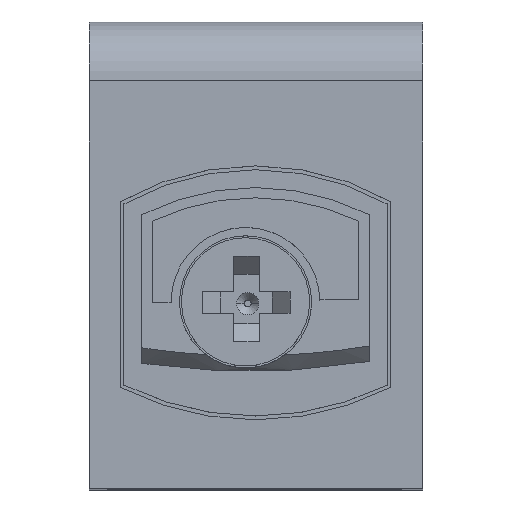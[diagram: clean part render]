
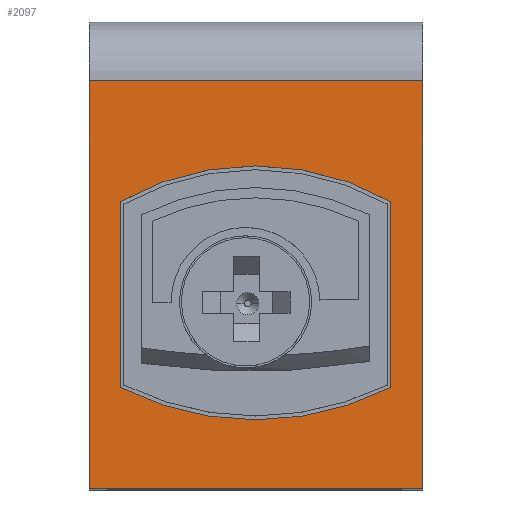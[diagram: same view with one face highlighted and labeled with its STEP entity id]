
A CAD part, top view. The second image highlights one B-rep face of the part: STEP entity #2097.
In plain terms, the highlighted planar face has unit normal (0, 0, 1).
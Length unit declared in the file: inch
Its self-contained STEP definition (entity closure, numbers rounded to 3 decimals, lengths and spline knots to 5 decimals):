
#5 = CARTESIAN_POINT ( 'NONE',  ( 0.43936, 0.15158, 1.26772 ) ) ;
#41 = ORIENTED_EDGE ( 'NONE', *, *, #3686, .F. ) ;
#263 = DIRECTION ( 'NONE',  ( 1., 0., 0. ) ) ;
#290 = DIRECTION ( 'NONE',  ( 1., 0., 0. ) ) ;
#321 = EDGE_CURVE ( 'NONE', #5219, #3472, #1234, .T. ) ;
#329 = DIRECTION ( 'NONE',  ( 0., 0., -1. ) ) ;
#552 = CARTESIAN_POINT ( 'NONE',  ( 0.02372, 0.70866, 1.26772 ) ) ;
#564 = EDGE_CURVE ( 'NONE', #2367, #5219, #2724, .T. ) ;
#670 = CARTESIAN_POINT ( 'NONE',  ( 0.48819, -0.00394, 1.26772 ) ) ;
#755 = CARTESIAN_POINT ( 'NONE',  ( 0.02372, 0.4366, 1.26772 ) ) ;
#785 = CARTESIAN_POINT ( 'NONE',  ( 0.23154, 0.55995, 1.26772 ) ) ;
#804 = CARTESIAN_POINT ( 'NONE',  ( 0.0291, -0.00394, 1.26772 ) ) ;
#902 = EDGE_CURVE ( 'NONE', #2367, #1991, #4463, .T. ) ;
#985 = CARTESIAN_POINT ( 'NONE',  ( 0.23154, 0.07169, 1.26772 ) ) ;
#999 = VERTEX_POINT ( 'NONE', #5 ) ;
#1010 = CIRCLE ( 'NONE', #4024, 0.41995 ) ;
#1036 = LINE ( 'NONE', #552, #1609 ) ;
#1172 = LINE ( 'NONE', #3629, #3351 ) ;
#1222 = VERTEX_POINT ( 'NONE', #4563 ) ;
#1234 = LINE ( 'NONE', #804, #3286 ) ;
#1286 = EDGE_CURVE ( 'NONE', #2087, #1222, #1036, .T. ) ;
#1337 = ORIENTED_EDGE ( 'NONE', *, *, #564, .T. ) ;
#1381 = CARTESIAN_POINT ( 'NONE',  ( 0.48819, 0.62205, 1.26772 ) ) ;
#1485 = ORIENTED_EDGE ( 'NONE', *, *, #5005, .F. ) ;
#1533 = CARTESIAN_POINT ( 'NONE',  ( 0.46457, 0.62205, 1.26772 ) ) ;
#1609 = VECTOR ( 'NONE', #1830, 39.37008 ) ;
#1830 = DIRECTION ( 'NONE',  ( 0., -1., 0. ) ) ;
#1909 = VERTEX_POINT ( 'NONE', #4317 ) ;
#1991 = VERTEX_POINT ( 'NONE', #1381 ) ;
#1997 = DIRECTION ( 'NONE',  ( 0., 0., 1. ) ) ;
#2016 = CIRCLE ( 'NONE', #2102, 0.45821 ) ;
#2040 = LINE ( 'NONE', #2802, #2545 ) ;
#2087 = VERTEX_POINT ( 'NONE', #755 ) ;
#2097 = ADVANCED_FACE ( 'NONE', ( #2831, #4925 ), #3239, .F. ) ;
#2102 = AXIS2_PLACEMENT_3D ( 'NONE', #785, #1997, #4880 ) ;
#2367 = VERTEX_POINT ( 'NONE', #2491 ) ;
#2423 = AXIS2_PLACEMENT_3D ( 'NONE', #4015, #329, #4070 ) ;
#2491 = CARTESIAN_POINT ( 'NONE',  ( -0.02362, 0.62205, 1.26772 ) ) ;
#2545 = VECTOR ( 'NONE', #3264, 39.37008 ) ;
#2724 = LINE ( 'NONE', #4366, #4186 ) ;
#2802 = CARTESIAN_POINT ( 'NONE',  ( 0.43936, 0.70866, 1.26772 ) ) ;
#2831 = FACE_BOUND ( 'NONE', #4510, .T. ) ;
#2887 = ORIENTED_EDGE ( 'NONE', *, *, #2984, .F. ) ;
#2984 = EDGE_CURVE ( 'NONE', #1222, #999, #2016, .T. ) ;
#3136 = ORIENTED_EDGE ( 'NONE', *, *, #321, .T. ) ;
#3235 = DIRECTION ( 'NONE',  ( 0., -1., 0. ) ) ;
#3239 = PLANE ( 'NONE',  #2423 ) ;
#3264 = DIRECTION ( 'NONE',  ( 0., 1., 0. ) ) ;
#3286 = VECTOR ( 'NONE', #4197, 39.37008 ) ;
#3292 = VECTOR ( 'NONE', #290, 39.37008 ) ;
#3347 = ORIENTED_EDGE ( 'NONE', *, *, #1286, .F. ) ;
#3351 = VECTOR ( 'NONE', #4083, 39.37008 ) ;
#3460 = CARTESIAN_POINT ( 'NONE',  ( -0.02362, -0.00394, 1.26772 ) ) ;
#3472 = VERTEX_POINT ( 'NONE', #670 ) ;
#3553 = EDGE_CURVE ( 'NONE', #999, #1909, #2040, .T. ) ;
#3629 = CARTESIAN_POINT ( 'NONE',  ( 0.48819, 0.70866, 1.26772 ) ) ;
#3686 = EDGE_CURVE ( 'NONE', #1909, #2087, #1010, .T. ) ;
#3878 = DIRECTION ( 'NONE',  ( 0., 0., 1. ) ) ;
#3953 = ORIENTED_EDGE ( 'NONE', *, *, #3553, .F. ) ;
#4015 = CARTESIAN_POINT ( 'NONE',  ( 0.46457, 0.70866, 1.26772 ) ) ;
#4024 = AXIS2_PLACEMENT_3D ( 'NONE', #985, #3878, #263 ) ;
#4070 = DIRECTION ( 'NONE',  ( -1., 0., 0. ) ) ;
#4083 = DIRECTION ( 'NONE',  ( 0., -1., 0. ) ) ;
#4186 = VECTOR ( 'NONE', #3235, 39.37008 ) ;
#4197 = DIRECTION ( 'NONE',  ( 1., 0., 0. ) ) ;
#4317 = CARTESIAN_POINT ( 'NONE',  ( 0.43936, 0.4366, 1.26772 ) ) ;
#4366 = CARTESIAN_POINT ( 'NONE',  ( -0.02362, 0., 1.26772 ) ) ;
#4463 = LINE ( 'NONE', #1533, #3292 ) ;
#4510 = EDGE_LOOP ( 'NONE', ( #3953, #2887, #3347, #41 ) ) ;
#4563 = CARTESIAN_POINT ( 'NONE',  ( 0.02372, 0.15158, 1.26772 ) ) ;
#4721 = EDGE_LOOP ( 'NONE', ( #3136, #1485, #5273, #1337 ) ) ;
#4880 = DIRECTION ( 'NONE',  ( 1., 0., 0. ) ) ;
#4925 = FACE_OUTER_BOUND ( 'NONE', #4721, .T. ) ;
#5005 = EDGE_CURVE ( 'NONE', #1991, #3472, #1172, .T. ) ;
#5219 = VERTEX_POINT ( 'NONE', #3460 ) ;
#5273 = ORIENTED_EDGE ( 'NONE', *, *, #902, .F. ) ;
